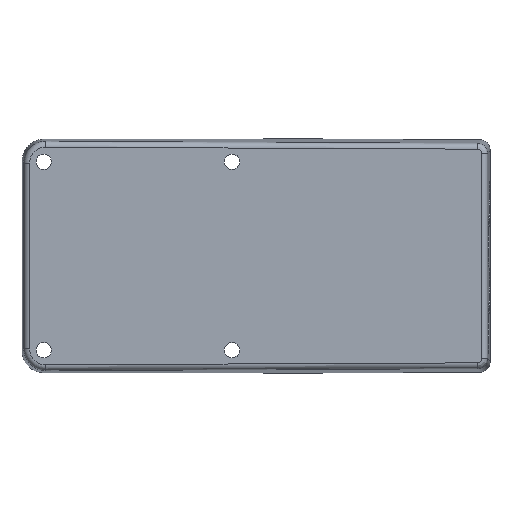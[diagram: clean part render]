
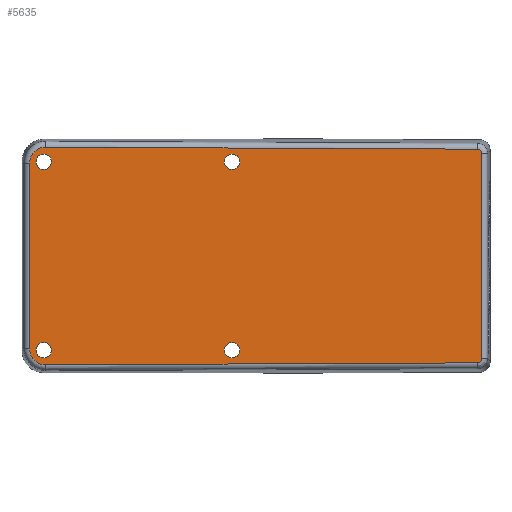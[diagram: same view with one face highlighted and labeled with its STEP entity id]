
A CAD part, front view. The second image highlights one B-rep face of the part: STEP entity #5635.
In plain terms, the highlighted planar face has unit normal (0, -1, 0).
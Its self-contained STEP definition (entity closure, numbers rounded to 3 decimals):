
#642=DIRECTION('',(0.,0.,-1.));
#643=VECTOR('',#642,64.128);
#644=CARTESIAN_POINT('',(-37.35,0.,32.064));
#645=LINE('',#644,#643);
#1354=DIRECTION('',(0.,0.,1.));
#1355=VECTOR('',#1354,70.748);
#1356=CARTESIAN_POINT('',(118.672,0.,
-35.374));
#1357=LINE('',#1356,#1355);
#1361=CARTESIAN_POINT('',(117.172,0.,
-35.374));
#1362=DIRECTION('',(0.,1.,0.));
#1363=DIRECTION('',(1.,0.,0.));
#1364=AXIS2_PLACEMENT_3D('',#1361,#1362,#1363);
#1369=DIRECTION('',(-1.,0.,-0.005));
#1370=VECTOR('',#1369,149.007);
#1371=CARTESIAN_POINT('',(117.179,0.,
-36.874));
#1372=LINE('',#1371,#1370);
#1376=CARTESIAN_POINT('',(-31.852,0.,
-32.065));
#1377=DIRECTION('',(0.,1.,0.));
#1378=DIRECTION('',(0.005,0.,-1.));
#1379=AXIS2_PLACEMENT_3D('',#1376,#1377,#1378);
#1384=CARTESIAN_POINT('',(-31.852,0.,
32.065));
#1385=DIRECTION('',(0.,1.,0.));
#1386=DIRECTION('',(-1.,0.,0.));
#1387=AXIS2_PLACEMENT_3D('',#1384,#1385,#1386);
#1392=DIRECTION('',(1.,0.,-0.005));
#1393=VECTOR('',#1392,149.007);
#1394=CARTESIAN_POINT('',(-31.826,0.,
37.562));
#1395=LINE('',#1394,#1393);
#1399=CARTESIAN_POINT('',(117.172,0.,35.374));
#1400=DIRECTION('',(0.,1.,0.));
#1401=DIRECTION('',(0.005,0.,1.));
#1402=AXIS2_PLACEMENT_3D('',#1399,#1400,#1401);
#1407=CARTESIAN_POINT('',(32.5,0.,32.5));
#1408=DIRECTION('',(0.,-1.,0.));
#1409=DIRECTION('',(-1.,0.,0.));
#1410=AXIS2_PLACEMENT_3D('',#1407,#1408,#1409);
#1415=CARTESIAN_POINT('',(32.5,0.,32.5));
#1416=DIRECTION('',(0.,-1.,0.));
#1417=DIRECTION('',(1.,0.,0.));
#1418=AXIS2_PLACEMENT_3D('',#1415,#1416,#1417);
#1423=CARTESIAN_POINT('',(32.5,0.,-32.5));
#1424=DIRECTION('',(0.,-1.,0.));
#1425=DIRECTION('',(1.,0.,0.));
#1426=AXIS2_PLACEMENT_3D('',#1423,#1424,#1425);
#1431=CARTESIAN_POINT('',(32.5,0.,-32.5));
#1432=DIRECTION('',(0.,-1.,0.));
#1433=DIRECTION('',(-1.,0.,0.));
#1434=AXIS2_PLACEMENT_3D('',#1431,#1432,#1433);
#1439=CARTESIAN_POINT('',(-32.5,0.,32.5));
#1440=DIRECTION('',(0.,-1.,0.));
#1441=DIRECTION('',(-1.,0.,0.));
#1442=AXIS2_PLACEMENT_3D('',#1439,#1440,#1441);
#1447=CARTESIAN_POINT('',(-32.5,0.,32.5));
#1448=DIRECTION('',(0.,-1.,0.));
#1449=DIRECTION('',(1.,0.,0.));
#1450=AXIS2_PLACEMENT_3D('',#1447,#1448,#1449);
#1455=CARTESIAN_POINT('',(-32.5,0.,-32.5));
#1456=DIRECTION('',(0.,-1.,0.));
#1457=DIRECTION('',(1.,0.,0.));
#1458=AXIS2_PLACEMENT_3D('',#1455,#1456,#1457);
#1463=CARTESIAN_POINT('',(-32.5,0.,-32.5));
#1464=DIRECTION('',(0.,-1.,0.));
#1465=DIRECTION('',(-1.,0.,0.));
#1466=AXIS2_PLACEMENT_3D('',#1463,#1464,#1465);
#4248=CARTESIAN_POINT('',(-31.826,0.,
-37.562));
#4249=VERTEX_POINT('',#4248);
#4250=CARTESIAN_POINT('',(117.179,0.,
-36.874));
#4251=VERTEX_POINT('',#4250);
#4253=CARTESIAN_POINT('',(-37.35,0.,
-32.064));
#4254=VERTEX_POINT('',#4253);
#4460=CARTESIAN_POINT('',(118.672,0.,
-35.374));
#4461=VERTEX_POINT('',#4460);
#4462=CARTESIAN_POINT('',(118.672,0.,35.374));
#4463=VERTEX_POINT('',#4462);
#4468=CARTESIAN_POINT('',(117.179,0.,36.874));
#4469=VERTEX_POINT('',#4468);
#4470=CARTESIAN_POINT('',(-31.826,0.,
37.562));
#4471=VERTEX_POINT('',#4470);
#4472=CARTESIAN_POINT('',(-37.35,0.,
32.064));
#4473=VERTEX_POINT('',#4472);
#4474=CARTESIAN_POINT('',(29.85,0.,32.5));
#4475=CARTESIAN_POINT('',(35.15,0.,32.5));
#4476=VERTEX_POINT('',#4474);
#4477=VERTEX_POINT('',#4475);
#4478=CARTESIAN_POINT('',(35.15,0.,-32.5));
#4479=CARTESIAN_POINT('',(29.85,0.,-32.5));
#4480=VERTEX_POINT('',#4478);
#4481=VERTEX_POINT('',#4479);
#4482=CARTESIAN_POINT('',(-35.15,0.,32.5));
#4483=CARTESIAN_POINT('',(-29.85,0.,32.5));
#4484=VERTEX_POINT('',#4482);
#4485=VERTEX_POINT('',#4483);
#4486=CARTESIAN_POINT('',(-29.85,0.,-32.5));
#4487=CARTESIAN_POINT('',(-35.15,0.,-32.5));
#4488=VERTEX_POINT('',#4486);
#4489=VERTEX_POINT('',#4487);
#5594=CARTESIAN_POINT('',(-40.,0.,-40.25));
#5595=DIRECTION('',(0.,-1.,0.));
#5596=DIRECTION('',(1.,0.,0.));
#5597=AXIS2_PLACEMENT_3D('',#5594,#5595,#5596);
#5598=PLANE('',#5597);
#5599=ORIENTED_EDGE('',*,*,#5042,.T.);
#5600=ORIENTED_EDGE('',*,*,#5057,.T.);
#5601=ORIENTED_EDGE('',*,*,#5072,.T.);
#5602=ORIENTED_EDGE('',*,*,#5113,.F.);
#5603=ORIENTED_EDGE('',*,*,#5128,.T.);
#5605=ORIENTED_EDGE('',*,*,#5604,.T.);
#5607=ORIENTED_EDGE('',*,*,#5606,.T.);
#5608=ORIENTED_EDGE('',*,*,#5587,.F.);
#5609=EDGE_LOOP('',(#5599,#5600,#5601,#5602,#5603,#5605,#5607,#5608));
#5610=FACE_OUTER_BOUND('',#5609,.F.);
#5612=ORIENTED_EDGE('',*,*,#5611,.T.);
#5614=ORIENTED_EDGE('',*,*,#5613,.T.);
#5615=EDGE_LOOP('',(#5612,#5614));
#5616=FACE_BOUND('',#5615,.F.);
#5618=ORIENTED_EDGE('',*,*,#5617,.T.);
#5620=ORIENTED_EDGE('',*,*,#5619,.T.);
#5621=EDGE_LOOP('',(#5618,#5620));
#5622=FACE_BOUND('',#5621,.F.);
#5624=ORIENTED_EDGE('',*,*,#5623,.T.);
#5626=ORIENTED_EDGE('',*,*,#5625,.T.);
#5627=EDGE_LOOP('',(#5624,#5626));
#5628=FACE_BOUND('',#5627,.F.);
#5630=ORIENTED_EDGE('',*,*,#5629,.T.);
#5632=ORIENTED_EDGE('',*,*,#5631,.T.);
#5633=EDGE_LOOP('',(#5630,#5632));
#5634=FACE_BOUND('',#5633,.F.);
#5635=ADVANCED_FACE('',(#5610,#5616,#5622,#5628,#5634),#5598,.T.);
#1365=CIRCLE('',#1364,1.5);
#1380=CIRCLE('',#1379,5.497);
#1388=CIRCLE('',#1387,5.497);
#1403=CIRCLE('',#1402,1.5);
#1411=CIRCLE('',#1410,2.65);
#1419=CIRCLE('',#1418,2.65);
#1427=CIRCLE('',#1426,2.65);
#1435=CIRCLE('',#1434,2.65);
#1443=CIRCLE('',#1442,2.65);
#1451=CIRCLE('',#1450,2.65);
#1459=CIRCLE('',#1458,2.65);
#1467=CIRCLE('',#1466,2.65);
#5042=EDGE_CURVE('',#4461,#4251,#1365,.T.);
#5057=EDGE_CURVE('',#4251,#4249,#1372,.T.);
#5072=EDGE_CURVE('',#4249,#4254,#1380,.T.);
#5113=EDGE_CURVE('',#4473,#4254,#645,.T.);
#5128=EDGE_CURVE('',#4473,#4471,#1388,.T.);
#5587=EDGE_CURVE('',#4461,#4463,#1357,.T.);
#5604=EDGE_CURVE('',#4471,#4469,#1395,.T.);
#5606=EDGE_CURVE('',#4469,#4463,#1403,.T.);
#5611=EDGE_CURVE('',#4476,#4477,#1411,.T.);
#5613=EDGE_CURVE('',#4477,#4476,#1419,.T.);
#5617=EDGE_CURVE('',#4480,#4481,#1427,.T.);
#5619=EDGE_CURVE('',#4481,#4480,#1435,.T.);
#5623=EDGE_CURVE('',#4484,#4485,#1443,.T.);
#5625=EDGE_CURVE('',#4485,#4484,#1451,.T.);
#5629=EDGE_CURVE('',#4488,#4489,#1459,.T.);
#5631=EDGE_CURVE('',#4489,#4488,#1467,.T.);
